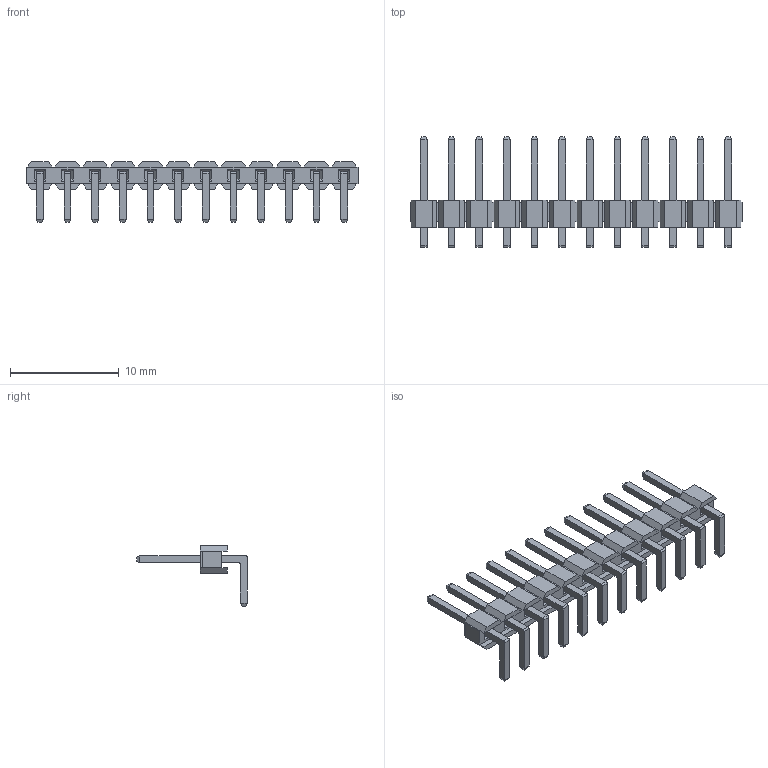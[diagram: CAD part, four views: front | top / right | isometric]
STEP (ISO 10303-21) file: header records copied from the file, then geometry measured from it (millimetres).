
FILE_DESCRIPTION (( 'STEP AP203' ), '1' );
FILE_NAME ('_ _ _C012SBAN-M71RC.STEP', '2017-07-18T10:38:17', ( 'LUANN HERRING' ), ( 'SULLINS' ), 'SwSTEP 2.0', 'SolidWorks 2016', '' );
FILE_SCHEMA (( 'CONFIG_CONTROL_DESIGN' ));
Length unit declared in the file: inch
Products named in the file (2): _ _ _C012SBAN-M71RC
Bounding box: 30.48 x 10.18 x 5.59 mm (x, y, z)
Volume: 208.7 mm3; surface area: 842.3 mm2
Topology: 13 solids, 13 shells, 510 faces, 1212 edges, 728 vertices
Faces by surface type: plane 486, cylinder 24
Entity records: 14305 total; most frequent: CARTESIAN_POINT 2452, ORIENTED_EDGE 2424, DIRECTION 2284, EDGE_CURVE 1212, VECTOR 1164, LINE 1164, VERTEX_POINT 728, AXIS2_PLACEMENT_3D 560
